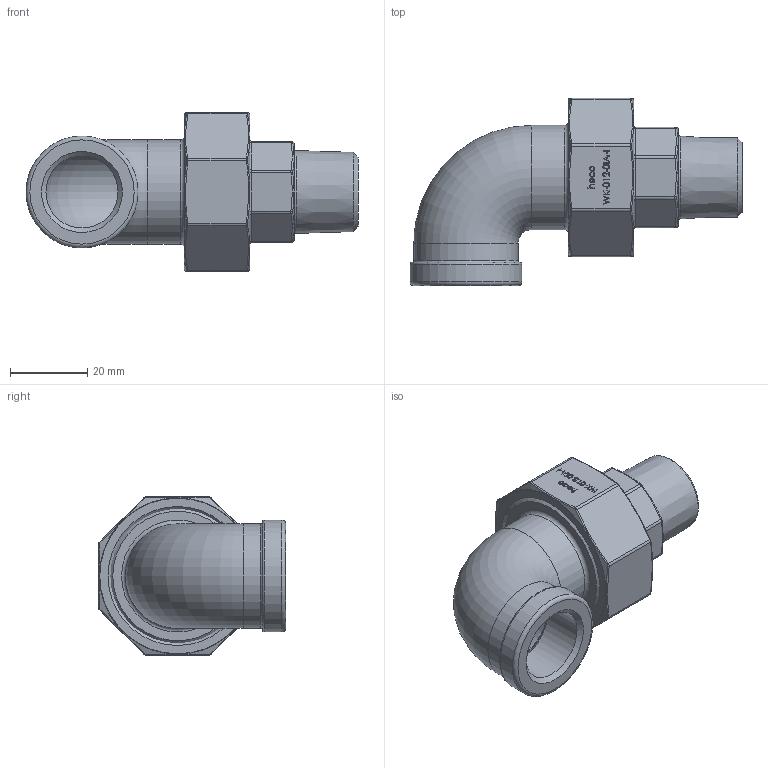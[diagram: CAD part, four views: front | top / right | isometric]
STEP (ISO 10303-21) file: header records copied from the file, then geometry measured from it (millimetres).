
FILE_DESCRIPTION (( 'STEP AP214' ), '1' );
FILE_NAME ('WK-012-0IA-I Winkelverschraubung konisch 2202.STEP', '2022-02-17T10:27:11', ( '' ), ( '' ), 'SwSTEP 2.0', 'SolidWorks 2019', '' );
FILE_SCHEMA (( 'AUTOMOTIVE_DESIGN' ));
Length unit declared in the file: millimetre
Products named in the file (1): WK-012-0IA-I Winkelverschraubung konisch 2202
Bounding box: 86 x 48.5 x 41 mm (x, y, z)
Volume: 34911.9 mm3; surface area: 21505.7 mm2
Topology: 3 solids, 3 shells, 327 faces, 787 edges, 494 vertices
Faces by surface type: plane 131, bspline 109, cylinder 37, torus 36, cone 14
Full cylindrical faces by diameter (mm): 15 x1, 18 x1, 18.64 x1, 22 x2, 27 x2, 29 x1, 29.5 x1, 30 x1, 33.5 x1, 33.84 x1, 36 x1
Entity records: 17500 total; most frequent: CARTESIAN_POINT 7278, ORIENTED_EDGE 1426, DIRECTION 1083, EDGE_CURVE 713, VERTEX_POINT 475, EDGE_LOOP 416, FACE_OUTER_BOUND 368, AXIS2_PLACEMENT_3D 368
